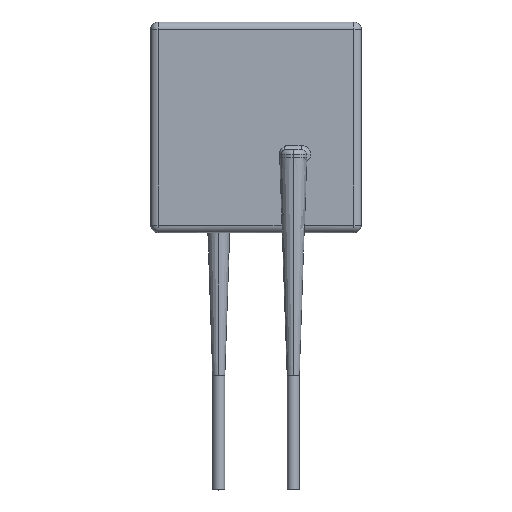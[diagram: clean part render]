
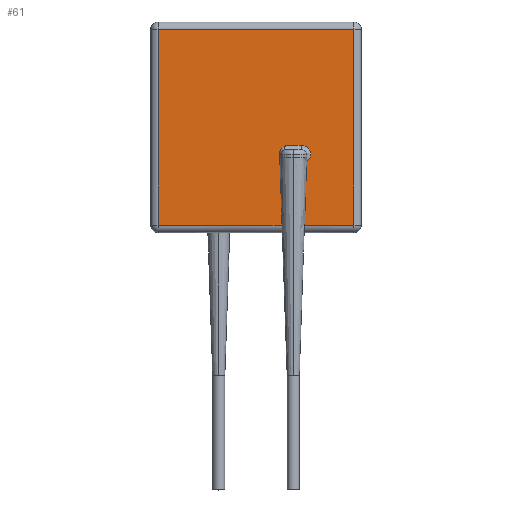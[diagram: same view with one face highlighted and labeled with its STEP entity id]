
A CAD part, top view. The second image highlights one B-rep face of the part: STEP entity #61.
In plain terms, the highlighted planar face has unit normal (0, 0, 1).
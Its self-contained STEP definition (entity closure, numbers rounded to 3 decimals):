
#61=ADVANCED_FACE('',(#135),#136,.T.);
#135=FACE_OUTER_BOUND('',#251,.T.);
#136=PLANE('',#252);
#251=EDGE_LOOP('',(#1325,#1326,#1327,#1328,#1329,#1330,#1331,#1332,#1333,#1334,#1335));
#252=AXIS2_PLACEMENT_3D('',#1336,#1337,#1338);
#1325=ORIENTED_EDGE('',*,*,#1690,.T.);
#1326=ORIENTED_EDGE('',*,*,#1691,.T.);
#1327=ORIENTED_EDGE('',*,*,#1692,.F.);
#1328=ORIENTED_EDGE('',*,*,#1693,.F.);
#1329=ORIENTED_EDGE('',*,*,#1694,.T.);
#1330=ORIENTED_EDGE('',*,*,#1686,.T.);
#1331=ORIENTED_EDGE('',*,*,#1695,.T.);
#1332=ORIENTED_EDGE('',*,*,#1696,.T.);
#1333=ORIENTED_EDGE('',*,*,#1697,.T.);
#1334=ORIENTED_EDGE('',*,*,#1698,.T.);
#1335=ORIENTED_EDGE('',*,*,#1699,.T.);
#1336=CARTESIAN_POINT('',(0.0,0.0,0.6));
#1337=DIRECTION('',(0.0,0.0,1.0));
#1338=DIRECTION('',(1.0,-0.0,0.0));
#1686=EDGE_CURVE('',#1871,#1869,#1872,.T.);
#1690=EDGE_CURVE('',#1876,#1877,#1878,.F.);
#1691=EDGE_CURVE('',#1877,#1879,#1880,.F.);
#1692=EDGE_CURVE('',#1881,#1879,#1882,.T.);
#1693=EDGE_CURVE('',#1883,#1881,#1884,.F.);
#1694=EDGE_CURVE('',#1883,#1871,#1885,.F.);
#1695=EDGE_CURVE('',#1869,#1886,#1887,.F.);
#1696=EDGE_CURVE('',#1886,#1888,#1889,.F.);
#1697=EDGE_CURVE('',#1888,#1890,#1891,.F.);
#1698=EDGE_CURVE('',#1890,#1892,#1893,.F.);
#1699=EDGE_CURVE('',#1892,#1876,#1894,.F.);
#1869=VERTEX_POINT('',#2343);
#1871=VERTEX_POINT('',#2410);
#1872=LINE('',#2411,#2412);
#1876=VERTEX_POINT('',#2440);
#1877=VERTEX_POINT('',#2441);
#1878=LINE('',#2442,#2443);
#1879=VERTEX_POINT('',#2444);
#1880=LINE('',#2445,#2446);
#1881=VERTEX_POINT('',#2447);
#1882=B_SPLINE_CURVE_WITH_KNOTS('',3,(#2448,#2449,#2450,#2451,#2452,#2453,#2454,#2455,#2456,#2457,#2458,#2459,#2460,#2461,#2462,#2463,#2464,#2465,#2466,#2467,#2468,#2469,#2470,#2471),.UNSPECIFIED.,.F.,.F.,(4,2,2,2,2,2,2,2,2,2,2,4),(-1.094,-1.093,-1.09,-1.088,-1.085,-1.077,-1.063,-1.037,-0.84,-0.605,-0.374,-0.0),.UNSPECIFIED.);
#1883=VERTEX_POINT('',#2472);
#1884=LINE('',#2473,#2474);
#1885=B_SPLINE_CURVE_WITH_KNOTS('',3,(#2475,#2476,#2477,#2478,#2479,#2480,#2481,#2482,#2483,#2484,#2485,#2486,#2487,#2488,#2489,#2490,#2491,#2492),.UNSPECIFIED.,.F.,.F.,(4,1,1,1,1,1,1,1,1,1,1,1,1,1,1,4),(-1.0,-0.933,-0.867,-0.8,-0.733,-0.667,-0.6,-0.533,-0.467,-0.4,-0.333,-0.267,-0.2,-0.133,-0.067,-0.0),.UNSPECIFIED.);
#1886=VERTEX_POINT('',#2493);
#1887=LINE('',#2494,#2495);
#1888=VERTEX_POINT('',#2496);
#1889=LINE('',#2497,#2498);
#1890=VERTEX_POINT('',#2499);
#1891=LINE('',#2500,#2501);
#1892=VERTEX_POINT('',#2502);
#1893=LINE('',#2503,#2504);
#1894=LINE('',#2505,#2506);
#2343=CARTESIAN_POINT('',(3.224,-6.5,0.6));
#2410=CARTESIAN_POINT('',(3.368,-2.295,0.6));
#2411=CARTESIAN_POINT('',(3.131,-9.25,0.6));
#2412=VECTOR('',#2846,1.0);
#2440=CARTESIAN_POINT('',(1.732,-6.5,0.6));
#2441=CARTESIAN_POINT('',(1.578,-2.,0.6));
#2442=CARTESIAN_POINT('',(1.826,-9.25,0.6));
#2443=VECTOR('',#2851,1.0);
#2444=CARTESIAN_POINT('',(1.578,-1.72,0.6));
#2445=CARTESIAN_POINT('',(1.578,-1.5,0.6));
#2446=VECTOR('',#2852,1.0);
#2447=CARTESIAN_POINT('',(1.958,-1.2,0.6));
#2448=CARTESIAN_POINT('',(1.958,-1.2,0.6));
#2449=CARTESIAN_POINT('',(1.958,-1.2,0.6));
#2450=CARTESIAN_POINT('',(1.958,-1.2,0.6));
#2451=CARTESIAN_POINT('',(1.958,-1.2,0.6));
#2452=CARTESIAN_POINT('',(1.958,-1.2,0.6));
#2453=CARTESIAN_POINT('',(1.957,-1.201,0.6));
#2454=CARTESIAN_POINT('',(1.957,-1.201,0.6));
#2455=CARTESIAN_POINT('',(1.956,-1.202,0.6));
#2456=CARTESIAN_POINT('',(1.955,-1.203,0.6));
#2457=CARTESIAN_POINT('',(1.953,-1.205,0.6));
#2458=CARTESIAN_POINT('',(1.952,-1.206,0.6));
#2459=CARTESIAN_POINT('',(1.948,-1.21,0.6));
#2460=CARTESIAN_POINT('',(1.946,-1.212,0.6));
#2461=CARTESIAN_POINT('',(1.939,-1.219,0.6));
#2462=CARTESIAN_POINT('',(1.934,-1.224,0.6));
#2463=CARTESIAN_POINT('',(1.891,-1.262,0.6));
#2464=CARTESIAN_POINT('',(1.855,-1.29,0.6));
#2465=CARTESIAN_POINT('',(1.768,-1.359,0.6));
#2466=CARTESIAN_POINT('',(1.718,-1.402,0.6));
#2467=CARTESIAN_POINT('',(1.633,-1.511,0.6));
#2468=CARTESIAN_POINT('',(1.611,-1.559,0.6));
#2469=CARTESIAN_POINT('',(1.576,-1.666,0.6));
#2470=CARTESIAN_POINT('',(1.577,-1.697,0.6));
#2471=CARTESIAN_POINT('',(1.579,-1.822,0.6));
#2472=CARTESIAN_POINT('',(2.998,-1.2,0.6));
#2473=CARTESIAN_POINT('',(25.25,-1.2,0.6));
#2474=VECTOR('',#2853,1.0);
#2475=CARTESIAN_POINT('',(3.368,-2.295,0.6));
#2476=CARTESIAN_POINT('',(3.398,-2.275,0.6));
#2477=CARTESIAN_POINT('',(3.455,-2.231,0.6));
#2478=CARTESIAN_POINT('',(3.528,-2.148,0.6));
#2479=CARTESIAN_POINT('',(3.584,-2.056,0.6));
#2480=CARTESIAN_POINT('',(3.622,-1.955,0.6));
#2481=CARTESIAN_POINT('',(3.641,-1.849,0.6));
#2482=CARTESIAN_POINT('',(3.64,-1.742,0.6));
#2483=CARTESIAN_POINT('',(3.62,-1.637,0.6));
#2484=CARTESIAN_POINT('',(3.581,-1.537,0.6));
#2485=CARTESIAN_POINT('',(3.524,-1.446,0.6));
#2486=CARTESIAN_POINT('',(3.451,-1.365,0.6));
#2487=CARTESIAN_POINT('',(3.363,-1.298,0.6));
#2488=CARTESIAN_POINT('',(3.264,-1.247,0.6));
#2489=CARTESIAN_POINT('',(3.163,-1.216,0.6));
#2490=CARTESIAN_POINT('',(3.074,-1.202,0.6));
#2491=CARTESIAN_POINT('',(3.022,-1.2,0.6));
#2492=CARTESIAN_POINT('',(2.998,-1.2,0.6));
#2493=CARTESIAN_POINT('',(6.5,-6.5,0.6));
#2494=CARTESIAN_POINT('',(-25.25,-6.5,0.6));
#2495=VECTOR('',#2854,1.0);
#2496=CARTESIAN_POINT('',(6.5,6.5,0.6));
#2497=CARTESIAN_POINT('',(6.5,-64.642,0.6));
#2498=VECTOR('',#2855,1.0);
#2499=CARTESIAN_POINT('',(-6.5,6.5,0.6));
#2500=CARTESIAN_POINT('',(25.25,6.5,0.6));
#2501=VECTOR('',#2856,1.0);
#2502=CARTESIAN_POINT('',(-6.5,-6.5,0.6));
#2503=CARTESIAN_POINT('',(-6.5,47.542,0.6));
#2504=VECTOR('',#2857,1.0);
#2505=CARTESIAN_POINT('',(-25.25,-6.5,0.6));
#2506=VECTOR('',#2858,1.0);
#2846=DIRECTION('',(-0.034,-0.999,-0.0));
#2851=DIRECTION('',(0.034,-0.999,-0.0));
#2852=DIRECTION('',(0.0,-1.0,0.0));
#2853=DIRECTION('',(1.0,-0.0,0.0));
#2854=DIRECTION('',(-1.0,0.0,0.0));
#2855=DIRECTION('',(0.0,-1.0,0.0));
#2856=DIRECTION('',(1.0,-0.0,0.0));
#2857=DIRECTION('',(0.0,1.0,-0.0));
#2858=DIRECTION('',(-1.0,0.0,0.0));
